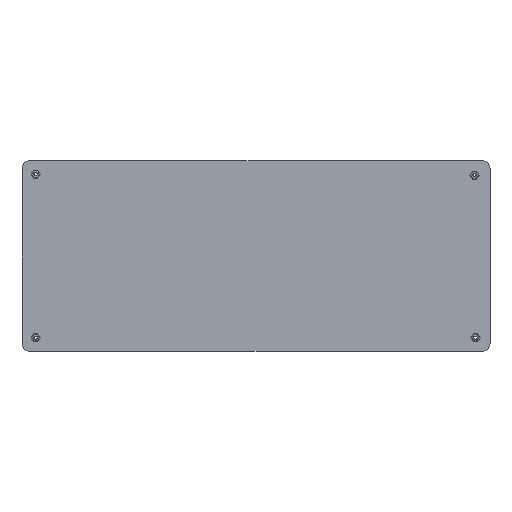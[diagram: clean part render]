
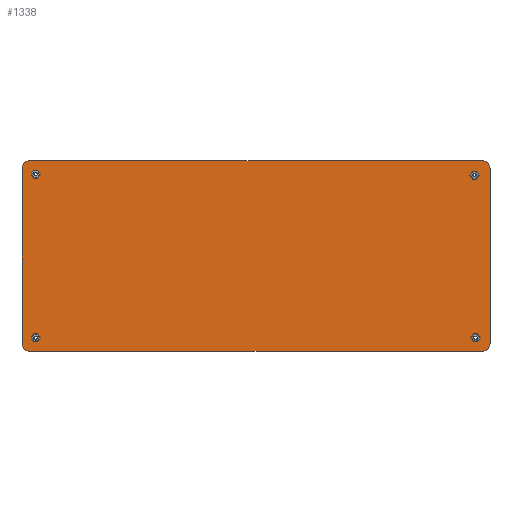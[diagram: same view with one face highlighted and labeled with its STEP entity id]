
A CAD part, top view. The second image highlights one B-rep face of the part: STEP entity #1338.
In plain terms, the highlighted planar face has unit normal (0, 0, 1).
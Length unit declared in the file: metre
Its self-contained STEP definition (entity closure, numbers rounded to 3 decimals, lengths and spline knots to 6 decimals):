
#14=LINE('',#1912,#174);
#19=LINE('',#1926,#179);
#23=LINE('',#1938,#183);
#27=LINE('',#1950,#187);
#28=LINE('',#1955,#188);
#29=LINE('',#1958,#189);
#30=LINE('',#1960,#190);
#31=LINE('',#1962,#191);
#32=LINE('',#1964,#192);
#33=LINE('',#1966,#193);
#34=LINE('',#1967,#194);
#35=LINE('',#1970,#195);
#36=LINE('',#1972,#196);
#37=LINE('',#1974,#197);
#38=LINE('',#1976,#198);
#39=LINE('',#1978,#199);
#40=LINE('',#1979,#200);
#41=LINE('',#1982,#201);
#42=LINE('',#1984,#202);
#43=LINE('',#1986,#203);
#44=LINE('',#1988,#204);
#45=LINE('',#1990,#205);
#46=LINE('',#1991,#206);
#47=LINE('',#1994,#207);
#48=LINE('',#1996,#208);
#49=LINE('',#1998,#209);
#50=LINE('',#2000,#210);
#51=LINE('',#2002,#211);
#174=VECTOR('',#1549,1.);
#179=VECTOR('',#1562,1.);
#183=VECTOR('',#1574,1.);
#187=VECTOR('',#1586,1.);
#188=VECTOR('',#1595,1.);
#189=VECTOR('',#1596,1.);
#190=VECTOR('',#1597,1.);
#191=VECTOR('',#1598,1.);
#192=VECTOR('',#1599,1.);
#193=VECTOR('',#1600,1.);
#194=VECTOR('',#1601,1.);
#195=VECTOR('',#1602,1.);
#196=VECTOR('',#1603,1.);
#197=VECTOR('',#1604,1.);
#198=VECTOR('',#1605,1.);
#199=VECTOR('',#1606,1.);
#200=VECTOR('',#1607,1.);
#201=VECTOR('',#1608,1.);
#202=VECTOR('',#1609,1.);
#203=VECTOR('',#1610,1.);
#204=VECTOR('',#1611,1.);
#205=VECTOR('',#1612,1.);
#206=VECTOR('',#1613,1.);
#207=VECTOR('',#1614,1.);
#208=VECTOR('',#1615,1.);
#209=VECTOR('',#1616,1.);
#210=VECTOR('',#1617,1.);
#211=VECTOR('',#1618,1.);
#336=PLANE('',#1445);
#438=ORIENTED_EDGE('',*,*,#798,.F.);
#439=ORIENTED_EDGE('',*,*,#799,.F.);
#440=ORIENTED_EDGE('',*,*,#800,.F.);
#441=ORIENTED_EDGE('',*,*,#801,.F.);
#442=ORIENTED_EDGE('',*,*,#802,.F.);
#443=ORIENTED_EDGE('',*,*,#803,.F.);
#444=ORIENTED_EDGE('',*,*,#804,.F.);
#445=ORIENTED_EDGE('',*,*,#805,.F.);
#446=ORIENTED_EDGE('',*,*,#806,.F.);
#447=ORIENTED_EDGE('',*,*,#807,.F.);
#448=ORIENTED_EDGE('',*,*,#808,.F.);
#449=ORIENTED_EDGE('',*,*,#809,.F.);
#450=ORIENTED_EDGE('',*,*,#810,.F.);
#451=ORIENTED_EDGE('',*,*,#811,.F.);
#452=ORIENTED_EDGE('',*,*,#812,.F.);
#453=ORIENTED_EDGE('',*,*,#813,.F.);
#454=ORIENTED_EDGE('',*,*,#814,.F.);
#455=ORIENTED_EDGE('',*,*,#815,.F.);
#456=ORIENTED_EDGE('',*,*,#816,.F.);
#457=ORIENTED_EDGE('',*,*,#817,.F.);
#458=ORIENTED_EDGE('',*,*,#818,.F.);
#459=ORIENTED_EDGE('',*,*,#819,.F.);
#460=ORIENTED_EDGE('',*,*,#820,.F.);
#461=ORIENTED_EDGE('',*,*,#821,.F.);
#462=ORIENTED_EDGE('',*,*,#776,.T.);
#463=ORIENTED_EDGE('',*,*,#780,.T.);
#464=ORIENTED_EDGE('',*,*,#783,.T.);
#465=ORIENTED_EDGE('',*,*,#786,.T.);
#466=ORIENTED_EDGE('',*,*,#789,.T.);
#467=ORIENTED_EDGE('',*,*,#792,.T.);
#468=ORIENTED_EDGE('',*,*,#795,.F.);
#469=ORIENTED_EDGE('',*,*,#797,.T.);
#776=EDGE_CURVE('',#961,#960,#14,.T.);
#780=EDGE_CURVE('',#960,#963,#1087,.T.);
#783=EDGE_CURVE('',#963,#965,#19,.T.);
#786=EDGE_CURVE('',#965,#967,#1089,.T.);
#789=EDGE_CURVE('',#967,#969,#23,.T.);
#792=EDGE_CURVE('',#969,#971,#1091,.T.);
#795=EDGE_CURVE('',#973,#971,#27,.T.);
#797=EDGE_CURVE('',#973,#961,#1093,.T.);
#798=EDGE_CURVE('',#974,#975,#28,.T.);
#799=EDGE_CURVE('',#976,#974,#29,.T.);
#800=EDGE_CURVE('',#977,#976,#30,.T.);
#801=EDGE_CURVE('',#978,#977,#31,.T.);
#802=EDGE_CURVE('',#979,#978,#32,.T.);
#803=EDGE_CURVE('',#975,#979,#33,.T.);
#804=EDGE_CURVE('',#980,#981,#34,.T.);
#805=EDGE_CURVE('',#982,#980,#35,.T.);
#806=EDGE_CURVE('',#983,#982,#36,.T.);
#807=EDGE_CURVE('',#984,#983,#37,.T.);
#808=EDGE_CURVE('',#985,#984,#38,.T.);
#809=EDGE_CURVE('',#981,#985,#39,.T.);
#810=EDGE_CURVE('',#986,#987,#40,.T.);
#811=EDGE_CURVE('',#988,#986,#41,.T.);
#812=EDGE_CURVE('',#989,#988,#42,.T.);
#813=EDGE_CURVE('',#990,#989,#43,.T.);
#814=EDGE_CURVE('',#991,#990,#44,.T.);
#815=EDGE_CURVE('',#987,#991,#45,.T.);
#816=EDGE_CURVE('',#992,#993,#46,.T.);
#817=EDGE_CURVE('',#994,#992,#47,.T.);
#818=EDGE_CURVE('',#995,#994,#48,.T.);
#819=EDGE_CURVE('',#996,#995,#49,.T.);
#820=EDGE_CURVE('',#997,#996,#50,.T.);
#821=EDGE_CURVE('',#993,#997,#51,.T.);
#960=VERTEX_POINT('',#1911);
#961=VERTEX_POINT('',#1913);
#963=VERTEX_POINT('',#1919);
#965=VERTEX_POINT('',#1925);
#967=VERTEX_POINT('',#1931);
#969=VERTEX_POINT('',#1937);
#971=VERTEX_POINT('',#1943);
#973=VERTEX_POINT('',#1949);
#974=VERTEX_POINT('',#1956);
#975=VERTEX_POINT('',#1957);
#976=VERTEX_POINT('',#1959);
#977=VERTEX_POINT('',#1961);
#978=VERTEX_POINT('',#1963);
#979=VERTEX_POINT('',#1965);
#980=VERTEX_POINT('',#1968);
#981=VERTEX_POINT('',#1969);
#982=VERTEX_POINT('',#1971);
#983=VERTEX_POINT('',#1973);
#984=VERTEX_POINT('',#1975);
#985=VERTEX_POINT('',#1977);
#986=VERTEX_POINT('',#1980);
#987=VERTEX_POINT('',#1981);
#988=VERTEX_POINT('',#1983);
#989=VERTEX_POINT('',#1985);
#990=VERTEX_POINT('',#1987);
#991=VERTEX_POINT('',#1989);
#992=VERTEX_POINT('',#1992);
#993=VERTEX_POINT('',#1993);
#994=VERTEX_POINT('',#1995);
#995=VERTEX_POINT('',#1997);
#996=VERTEX_POINT('',#1999);
#997=VERTEX_POINT('',#2001);
#1087=CIRCLE('',#1432,0.005);
#1089=CIRCLE('',#1436,0.005);
#1091=CIRCLE('',#1440,0.005);
#1093=CIRCLE('',#1444,0.005003);
#1118=EDGE_LOOP('',(#438,#439,#440,#441,#442,#443));
#1119=EDGE_LOOP('',(#444,#445,#446,#447,#448,#449));
#1120=EDGE_LOOP('',(#450,#451,#452,#453,#454,#455));
#1121=EDGE_LOOP('',(#456,#457,#458,#459,#460,#461));
#1122=EDGE_LOOP('',(#462,#463,#464,#465,#466,#467,#468,#469));
#1224=FACE_BOUND('',#1118,.T.);
#1225=FACE_BOUND('',#1119,.T.);
#1226=FACE_BOUND('',#1120,.T.);
#1227=FACE_BOUND('',#1121,.T.);
#1228=FACE_BOUND('',#1122,.T.);
#1338=ADVANCED_FACE('',(#1224,#1225,#1226,#1227,#1228),#336,.T.);
#1432=AXIS2_PLACEMENT_3D('',#1920,#1556,#1557);
#1436=AXIS2_PLACEMENT_3D('',#1932,#1568,#1569);
#1440=AXIS2_PLACEMENT_3D('',#1944,#1580,#1581);
#1444=AXIS2_PLACEMENT_3D('',#1953,#1591,#1592);
#1445=AXIS2_PLACEMENT_3D('',#1954,#1593,#1594);
#1549=DIRECTION('',(0.,-1.,0.));
#1556=DIRECTION('',(0.,0.,1.));
#1557=DIRECTION('',(1.,0.,0.));
#1562=DIRECTION('',(1.,0.,0.));
#1568=DIRECTION('',(0.,0.,1.));
#1569=DIRECTION('',(1.,0.,0.));
#1574=DIRECTION('',(0.,1.,0.));
#1580=DIRECTION('',(0.,0.,1.));
#1581=DIRECTION('',(1.,0.,0.));
#1586=DIRECTION('',(1.,0.,0.));
#1591=DIRECTION('',(0.,0.,1.));
#1592=DIRECTION('',(1.,0.,0.));
#1593=DIRECTION('',(0.,0.,1.));
#1594=DIRECTION('',(1.,0.,0.));
#1595=DIRECTION('',(-0.5,0.866,0.));
#1596=DIRECTION('',(0.5,0.866,0.));
#1597=DIRECTION('',(1.,0.,0.));
#1598=DIRECTION('',(0.5,-0.866,0.));
#1599=DIRECTION('',(-0.5,-0.866,0.));
#1600=DIRECTION('',(-1.,0.,0.));
#1601=DIRECTION('',(-0.5,0.866,0.));
#1602=DIRECTION('',(0.5,0.866,0.));
#1603=DIRECTION('',(1.,0.,0.));
#1604=DIRECTION('',(0.5,-0.866,0.));
#1605=DIRECTION('',(-0.5,-0.866,0.));
#1606=DIRECTION('',(-1.,0.,0.));
#1607=DIRECTION('',(-0.5,0.866,0.));
#1608=DIRECTION('',(0.5,0.866,0.));
#1609=DIRECTION('',(1.,0.,0.));
#1610=DIRECTION('',(0.5,-0.866,0.));
#1611=DIRECTION('',(-0.5,-0.866,0.));
#1612=DIRECTION('',(-1.,0.,0.));
#1613=DIRECTION('',(-0.5,0.866,0.));
#1614=DIRECTION('',(0.5,0.866,0.));
#1615=DIRECTION('',(1.,0.,0.));
#1616=DIRECTION('',(0.5,-0.866,0.));
#1617=DIRECTION('',(-0.5,-0.866,0.));
#1618=DIRECTION('',(-1.,0.,0.));
#1911=CARTESIAN_POINT('',(-0.14728,-0.055043,0.002));
#1912=CARTESIAN_POINT('',(-0.14728,0.,0.002));
#1913=CARTESIAN_POINT('',(-0.14728,0.055043,0.002));
#1919=CARTESIAN_POINT('',(-0.14228,-0.060043,0.002));
#1920=CARTESIAN_POINT('',(-0.14228,-0.055043,0.002));
#1925=CARTESIAN_POINT('',(0.14228,-0.060043,0.002));
#1926=CARTESIAN_POINT('',(0.,-0.060043,0.002));
#1931=CARTESIAN_POINT('',(0.14728,-0.055043,0.002));
#1932=CARTESIAN_POINT('',(0.14228,-0.055043,0.002));
#1937=CARTESIAN_POINT('',(0.14728,0.05504,0.002));
#1938=CARTESIAN_POINT('',(0.14728,-0.000001,0.002));
#1943=CARTESIAN_POINT('',(0.14228,0.060043,0.002));
#1944=CARTESIAN_POINT('',(0.14228,0.055043,0.002));
#1949=CARTESIAN_POINT('',(-0.142277,0.060043,0.002));
#1950=CARTESIAN_POINT('',(0.000001,0.060043,0.002));
#1953=CARTESIAN_POINT('',(-0.142277,0.05504,0.002));
#1954=CARTESIAN_POINT('',(0.,0.,0.002));
#1955=CARTESIAN_POINT('',(-0.136543,0.052768,0.002));
#1956=CARTESIAN_POINT('',(-0.135821,0.051518,0.002));
#1957=CARTESIAN_POINT('',(-0.137264,0.054018,0.002));
#1958=CARTESIAN_POINT('',(-0.136543,0.050268,0.002));
#1959=CARTESIAN_POINT('',(-0.137264,0.049018,0.002));
#1960=CARTESIAN_POINT('',(-0.138708,0.049018,0.002));
#1961=CARTESIAN_POINT('',(-0.140151,0.049018,0.002));
#1962=CARTESIAN_POINT('',(-0.140873,0.050268,0.002));
#1963=CARTESIAN_POINT('',(-0.141595,0.051518,0.002));
#1964=CARTESIAN_POINT('',(-0.140873,0.052768,0.002));
#1965=CARTESIAN_POINT('',(-0.140151,0.054018,0.002));
#1966=CARTESIAN_POINT('',(-0.138708,0.054018,0.002));
#1967=CARTESIAN_POINT('',(0.139682,0.052173,0.002));
#1968=CARTESIAN_POINT('',(0.140404,0.050923,0.002));
#1969=CARTESIAN_POINT('',(0.138961,0.053423,0.002));
#1970=CARTESIAN_POINT('',(0.139682,0.049673,0.002));
#1971=CARTESIAN_POINT('',(0.138961,0.048423,0.002));
#1972=CARTESIAN_POINT('',(0.137517,0.048423,0.002));
#1973=CARTESIAN_POINT('',(0.136074,0.048423,0.002));
#1974=CARTESIAN_POINT('',(0.135352,0.049673,0.002));
#1975=CARTESIAN_POINT('',(0.134631,0.050923,0.002));
#1976=CARTESIAN_POINT('',(0.135352,0.052173,0.002));
#1977=CARTESIAN_POINT('',(0.136074,0.053423,0.002));
#1978=CARTESIAN_POINT('',(0.137517,0.053423,0.002));
#1979=CARTESIAN_POINT('',(0.140278,-0.050221,0.002));
#1980=CARTESIAN_POINT('',(0.140999,-0.051471,0.002));
#1981=CARTESIAN_POINT('',(0.139556,-0.048971,0.002));
#1982=CARTESIAN_POINT('',(0.140278,-0.052721,0.002));
#1983=CARTESIAN_POINT('',(0.139556,-0.053971,0.002));
#1984=CARTESIAN_POINT('',(0.138113,-0.053971,0.002));
#1985=CARTESIAN_POINT('',(0.136669,-0.053971,0.002));
#1986=CARTESIAN_POINT('',(0.135948,-0.052721,0.002));
#1987=CARTESIAN_POINT('',(0.135226,-0.051471,0.002));
#1988=CARTESIAN_POINT('',(0.135948,-0.050221,0.002));
#1989=CARTESIAN_POINT('',(0.136669,-0.048971,0.002));
#1990=CARTESIAN_POINT('',(0.138113,-0.048971,0.002));
#1991=CARTESIAN_POINT('',(-0.136543,-0.050221,0.002));
#1992=CARTESIAN_POINT('',(-0.135821,-0.051471,0.002));
#1993=CARTESIAN_POINT('',(-0.137264,-0.048971,0.002));
#1994=CARTESIAN_POINT('',(-0.136543,-0.052721,0.002));
#1995=CARTESIAN_POINT('',(-0.137264,-0.053971,0.002));
#1996=CARTESIAN_POINT('',(-0.138708,-0.053971,0.002));
#1997=CARTESIAN_POINT('',(-0.140151,-0.053971,0.002));
#1998=CARTESIAN_POINT('',(-0.140873,-0.052721,0.002));
#1999=CARTESIAN_POINT('',(-0.141595,-0.051471,0.002));
#2000=CARTESIAN_POINT('',(-0.140873,-0.050221,0.002));
#2001=CARTESIAN_POINT('',(-0.140151,-0.048971,0.002));
#2002=CARTESIAN_POINT('',(-0.138708,-0.048971,0.002));
